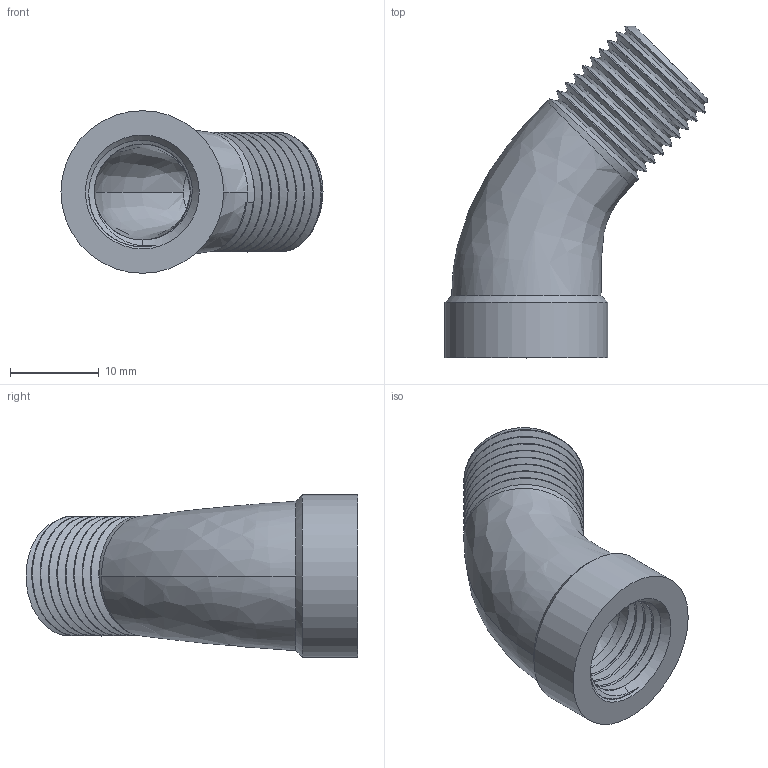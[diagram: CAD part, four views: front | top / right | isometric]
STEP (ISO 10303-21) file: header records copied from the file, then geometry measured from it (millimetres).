
FILE_DESCRIPTION(/* description */ ('Unknown'),/* implementation_level */ '2;1');
FILE_NAME(/* name */ '20201118-R-306-L013-DN08',/* time_stamp */ '2020-11-18T10:36:53+08:00',/* author */ ('Unknown'),/* organization */ ('Unknown'),/* preprocessor_version */ 'ST-DEVELOPER v16.7',/* originating_system */ 'DEX',/* authorisation */ $);
FILE_SCHEMA (('AUTOMOTIVE_DESIGN {1 0 10303 214 3 1 1}'));
Length unit declared in the file: millimetre
Products named in the file (1): R-306-DN08
Bounding box: 29.48 x 37.33 x 18.3 mm (x, y, z)
Volume: 4420 mm3; surface area: 3603.3 mm2
Topology: 2 solids, 2 shells, 25 faces, 125 edges, 104 vertices
Faces by surface type: cylinder 9, bspline 8, plane 4, cone 4
Full cylindrical faces by diameter (mm): 7 x1, 18.3 x1
Entity records: 5720 total; most frequent: CARTESIAN_POINT 4939, ORIENTED_EDGE 232, EDGE_CURVE 116, VERTEX_POINT 101, B_SPLINE_CURVE_WITH_KNOTS 77, DIRECTION 57, EDGE_LOOP 31, FACE_BOUND 31
